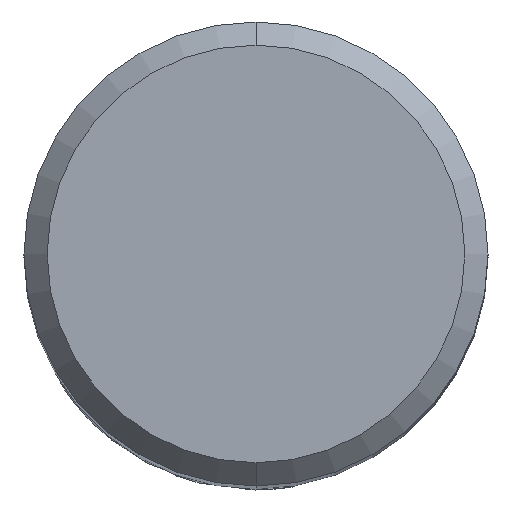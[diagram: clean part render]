
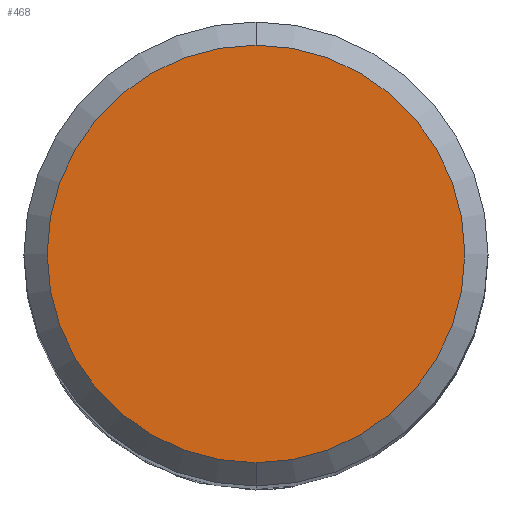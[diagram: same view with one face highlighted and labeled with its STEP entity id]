
A CAD part, top view. The second image highlights one B-rep face of the part: STEP entity #468.
In plain terms, the highlighted planar face has unit normal (0, 0, 1).
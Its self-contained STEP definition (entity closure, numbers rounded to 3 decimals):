
#468=ADVANCED_FACE('',(#1242),#1243,.T.);
#562=EDGE_CURVE('',#1084,#760,#1346,.T.);
#760=VERTEX_POINT('',#1559);
#1084=VERTEX_POINT('',#1917);
#1132=EDGE_CURVE('',#760,#1084,#1966,.T.);
#1242=FACE_OUTER_BOUND('',#2443,.T.);
#1243=PLANE('',#2444);
#1346=CIRCLE('',#2999,5.4);
#1559=CARTESIAN_POINT('',(0.,-5.4,0.0));
#1917=CARTESIAN_POINT('',(0.0,5.4,0.0));
#1966=CIRCLE('',#6491,5.4);
#2443=EDGE_LOOP('',(#7065,#7066));
#2444=AXIS2_PLACEMENT_3D('',#7067,#7068,#7069);
#2999=AXIS2_PLACEMENT_3D('',#7180,#7181,#7182);
#6491=AXIS2_PLACEMENT_3D('',#7861,#7862,#7863);
#7065=ORIENTED_EDGE('',*,*,#562,.F.);
#7066=ORIENTED_EDGE('',*,*,#1132,.F.);
#7067=CARTESIAN_POINT('',(0.0,2.7,0.0));
#7068=DIRECTION('',(-0.0,0.0,1.0));
#7069=DIRECTION('',(0.0,-1.0,0.0));
#7180=CARTESIAN_POINT('',(0.0,0.0,0.0));
#7181=DIRECTION('',(0.0,0.0,-1.0));
#7182=DIRECTION('',(0.0,1.0,0.0));
#7861=CARTESIAN_POINT('',(0.0,0.0,0.0));
#7862=DIRECTION('',(0.0,0.0,-1.0));
#7863=DIRECTION('',(0.0,1.0,0.0));
